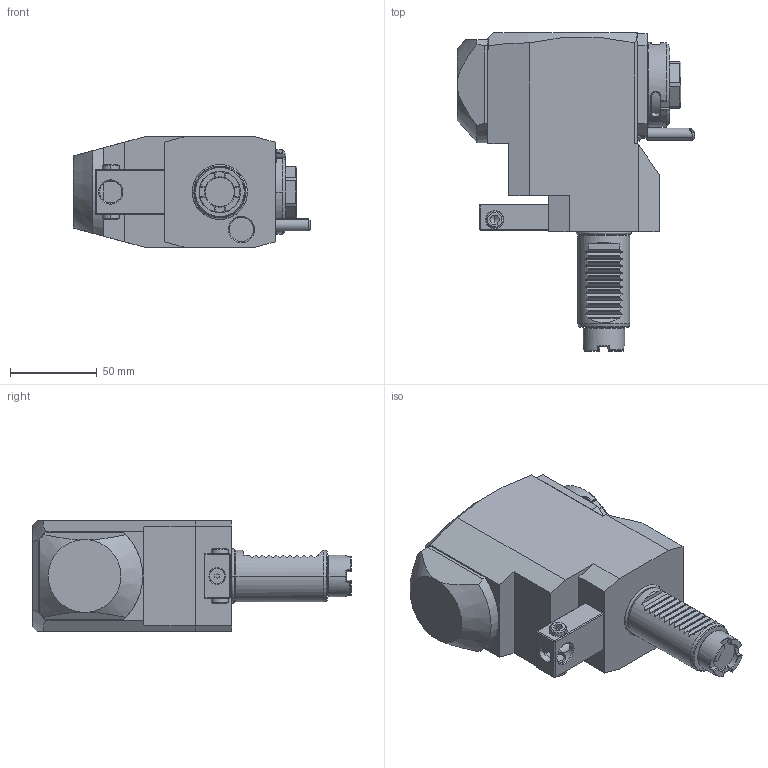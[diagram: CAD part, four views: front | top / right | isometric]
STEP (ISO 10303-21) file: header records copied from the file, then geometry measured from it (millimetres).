
FILE_DESCRIPTION((''),'2;1');
FILE_NAME('NGT1_30_455_25_1_2_85TJB','2024-03-27T',('vali'),('NOVA GRUP'),'PRO/ENGINEER BY PARAMETRIC TECHNOLOGY CORPORATION, 2010280','PRO/ENGINEER BY PARAMETRIC TECHNOLOGY CORPORATION, 2010280','');
FILE_SCHEMA(('CONFIG_CONTROL_DESIGN'));
Length unit declared in the file: millimetre
Products named in the file (1): NGT1_30_455_25_1_2_85TJB
Bounding box: 136.88 x 184 x 64 mm (x, y, z)
Volume: 723725.3 mm3; surface area: 63059.2 mm2
Topology: 1 solids, 1 shells, 383 faces, 1020 edges, 655 vertices
Faces by surface type: plane 211, cone 72, cylinder 70, bspline 22, torus 6, sphere 2
Entity records: 15159 total; most frequent: CARTESIAN_POINT 6050, ORIENTED_EDGE 2032, DIRECTION 1670, EDGE_CURVE 1016, VERTEX_POINT 655, AXIS2_PLACEMENT_3D 576, VECTOR 518, LINE 518
